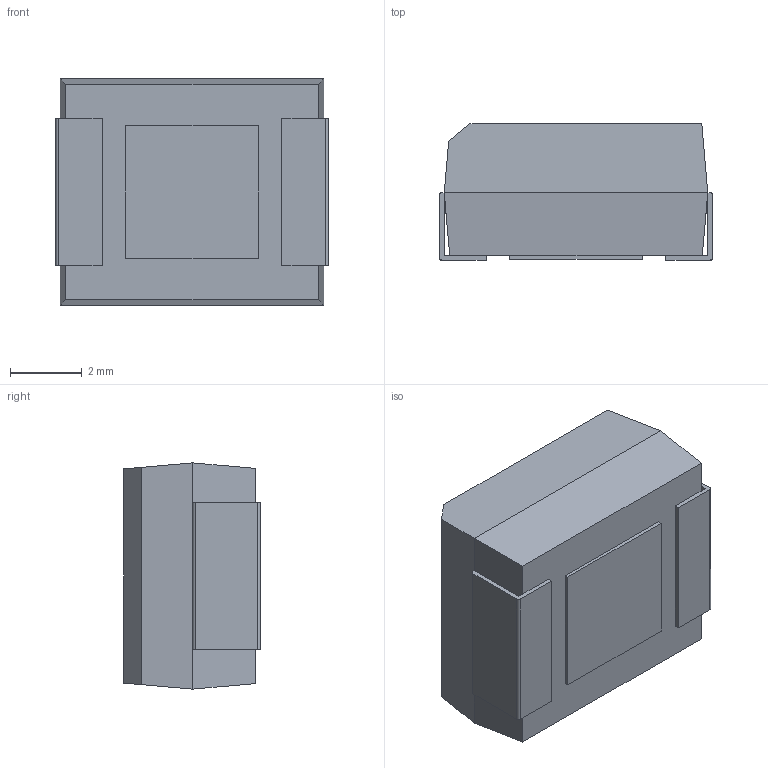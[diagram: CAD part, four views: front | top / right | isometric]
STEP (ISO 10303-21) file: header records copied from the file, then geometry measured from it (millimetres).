
FILE_DESCRIPTION (( 'STEP AP214' ), '1' );
FILE_NAME ('EIA_7360-38.STEP', '2019-02-23T14:47:02', ( '' ), ( '' ), 'SwSTEP 2.0', 'SolidWorks 2018', '' );
FILE_SCHEMA (( 'AUTOMOTIVE_DESIGN' ));
Length unit declared in the file: millimetre
Products named in the file (1): EIA_7360-38
Bounding box: 7.6 x 3.8 x 6.3 mm (x, y, z)
Volume: 165.6 mm3; surface area: 327.3 mm2
Topology: 4 solids, 4 shells, 43 faces, 99 edges, 66 vertices
Faces by surface type: plane 39, cylinder 4
Entity records: 1735 total; most frequent: CARTESIAN_POINT 209, ORIENTED_EDGE 198, DIRECTION 195, EDGE_CURVE 99, VECTOR 91, LINE 91, VERTEX_POINT 66, AXIS2_PLACEMENT_3D 52
